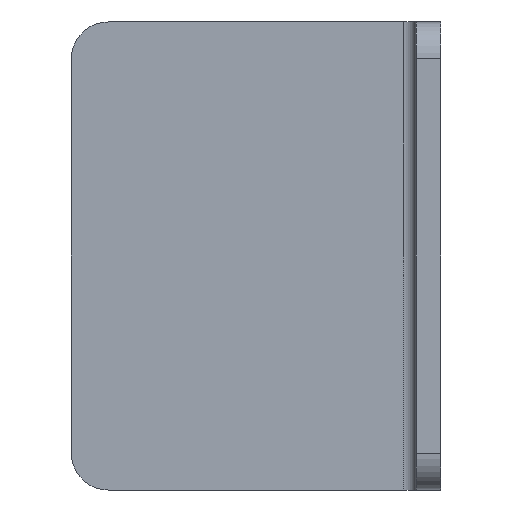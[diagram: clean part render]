
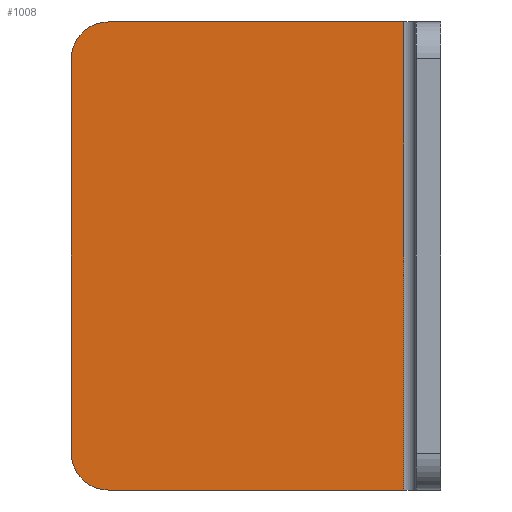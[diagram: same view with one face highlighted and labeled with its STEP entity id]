
A CAD part, left-side view. The second image highlights one B-rep face of the part: STEP entity #1008.
In plain terms, the highlighted planar face has unit normal (-1, 0, 0).
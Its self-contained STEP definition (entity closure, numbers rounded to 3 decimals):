
#474=DIRECTION('',(0.,0.,1.));
#475=VECTOR('',#474,38.);
#476=CARTESIAN_POINT('',(76.,-497.5,22.25));
#477=LINE('',#476,#475);
#481=DIRECTION('',(0.,1.,0.));
#482=VECTOR('',#481,24.);
#483=CARTESIAN_POINT('',(76.,-497.5,22.25));
#484=LINE('',#483,#482);
#488=CARTESIAN_POINT('',(76.,-473.5,25.25));
#489=DIRECTION('',(-1.,0.,0.));
#490=DIRECTION('',(0.,1.,0.));
#491=AXIS2_PLACEMENT_3D('',#488,#489,#490);
#496=DIRECTION('',(0.,0.,1.));
#497=VECTOR('',#496,32.);
#498=CARTESIAN_POINT('',(76.,-470.5,25.25));
#499=LINE('',#498,#497);
#503=CARTESIAN_POINT('',(76.,-473.5,57.25));
#504=DIRECTION('',(-1.,0.,0.));
#505=DIRECTION('',(0.,0.,1.));
#506=AXIS2_PLACEMENT_3D('',#503,#504,#505);
#511=DIRECTION('',(0.,-1.,0.));
#512=VECTOR('',#511,24.);
#513=CARTESIAN_POINT('',(76.,-473.5,60.25));
#514=LINE('',#513,#512);
#720=CARTESIAN_POINT('',(76.,-473.5,60.25));
#721=CARTESIAN_POINT('',(76.,-470.5,57.25));
#722=VERTEX_POINT('',#720);
#723=VERTEX_POINT('',#721);
#728=CARTESIAN_POINT('',(76.,-470.5,25.25));
#729=CARTESIAN_POINT('',(76.,-473.5,22.25));
#730=VERTEX_POINT('',#728);
#731=VERTEX_POINT('',#729);
#756=CARTESIAN_POINT('',(76.,-497.5,22.25));
#757=CARTESIAN_POINT('',(76.,-497.5,60.25));
#758=VERTEX_POINT('',#756);
#759=VERTEX_POINT('',#757);
#992=CARTESIAN_POINT('',(76.,-500.5,0.));
#993=DIRECTION('',(1.,0.,0.));
#994=DIRECTION('',(0.,1.,0.));
#995=AXIS2_PLACEMENT_3D('',#992,#993,#994);
#996=PLANE('',#995);
#997=ORIENTED_EDGE('',*,*,#892,.F.);
#998=ORIENTED_EDGE('',*,*,#910,.T.);
#1000=ORIENTED_EDGE('',*,*,#999,.F.);
#1002=ORIENTED_EDGE('',*,*,#1001,.T.);
#1004=ORIENTED_EDGE('',*,*,#1003,.F.);
#1005=ORIENTED_EDGE('',*,*,#945,.T.);
#1006=EDGE_LOOP('',(#997,#998,#1000,#1002,#1004,#1005));
#1007=FACE_OUTER_BOUND('',#1006,.F.);
#492=CIRCLE('',#491,3.);
#507=CIRCLE('',#506,3.);
#892=EDGE_CURVE('',#758,#759,#477,.T.);
#910=EDGE_CURVE('',#758,#731,#484,.T.);
#945=EDGE_CURVE('',#722,#759,#514,.T.);
#999=EDGE_CURVE('',#730,#731,#492,.T.);
#1001=EDGE_CURVE('',#730,#723,#499,.T.);
#1003=EDGE_CURVE('',#722,#723,#507,.T.);
#1008=ADVANCED_FACE('',(#1007),#996,.F.);
